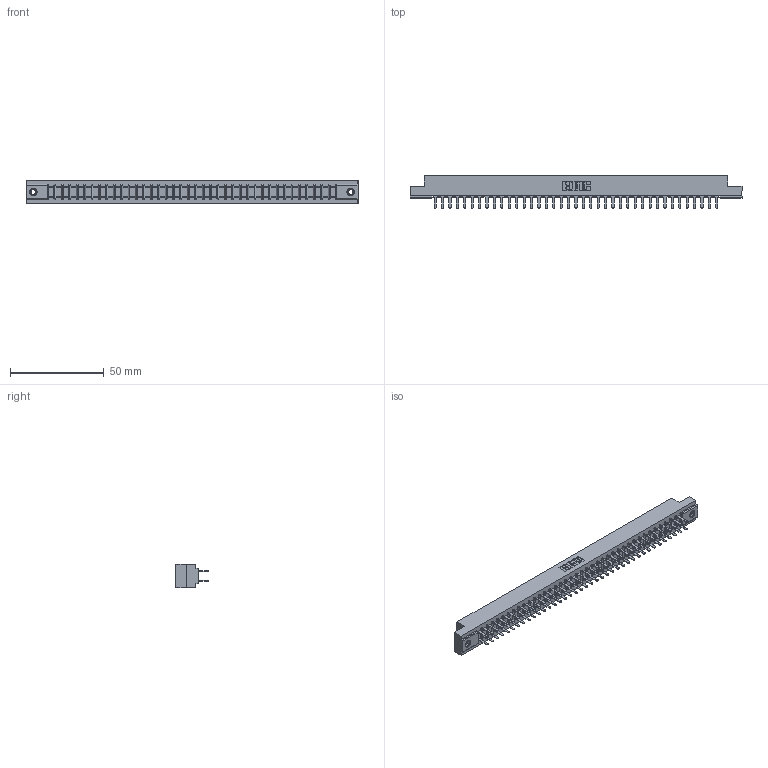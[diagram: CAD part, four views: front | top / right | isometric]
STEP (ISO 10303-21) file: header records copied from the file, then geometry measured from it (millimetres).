
FILE_DESCRIPTION (( 'STEP AP203' ), '1' );
FILE_NAME ('357-078-520-207.STEP', '2019-09-19T14:14:41', ( '' ), ( '' ), 'SwSTEP 2.0', 'SolidWorks 2016', '' );
FILE_SCHEMA (( 'CONFIG_CONTROL_DESIGN' ));
Length unit declared in the file: inch
Products named in the file (4): 345-250-001_345-250-005-103; 307 Part_.156 Dia Mounting Holes; 357-078-520-207; 307-290-001_520
Assembly tree (81 placements, depth 2):
  357-078-520-207
    307 Part_.156 Dia Mounting Holes
    307-290-001_520  x78
    345-250-001_345-250-005-103  x2
Bounding box: 177.55 x 17.42 x 12.7 mm (x, y, z)
Volume: 18902.3 mm3; surface area: 23226.1 mm2
Topology: 81 solids, 81 shells, 3806 faces, 10599 edges, 6846 vertices
Faces by surface type: plane 2520, cylinder 1190, sphere 80, cone 12, torus 4
Entity records: 36205 total; most frequent: CARTESIAN_POINT 5906, ORIENTED_EDGE 5846, DIRECTION 5795, EDGE_CURVE 2923, VECTOR 2241, LINE 2241, VERTEX_POINT 1888, AXIS2_PLACEMENT_3D 1777
